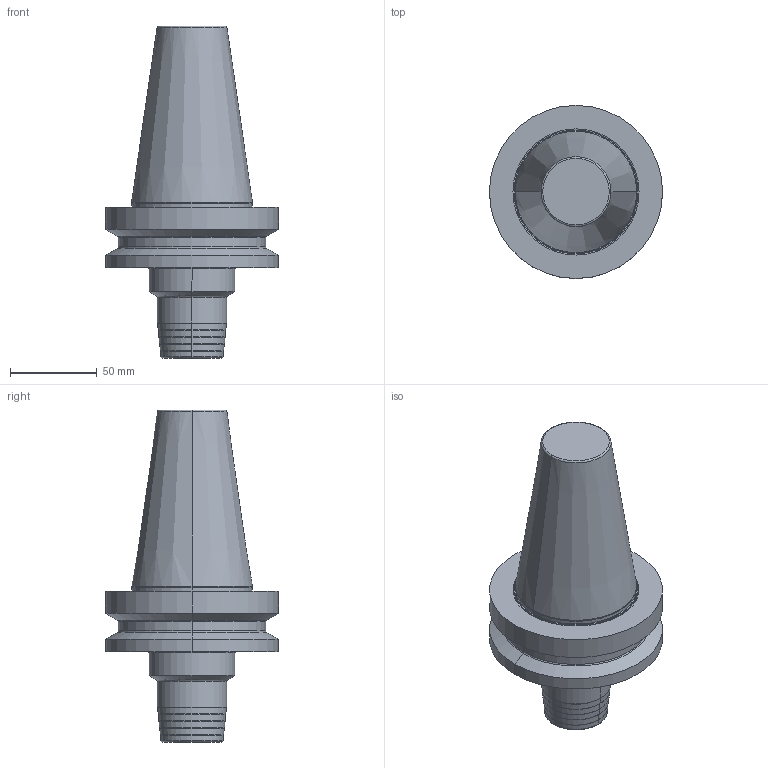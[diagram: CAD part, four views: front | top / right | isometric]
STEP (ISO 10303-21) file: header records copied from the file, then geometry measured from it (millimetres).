
FILE_DESCRIPTION((''),'2;1');
FILE_NAME('30526912','2016-04-25T',('BahnemannR'),(''),'PRO/ENGINEER BY PARAMETRIC TECHNOLOGY CORPORATION, 2011220','PRO/ENGINEER BY PARAMETRIC TECHNOLOGY CORPORATION, 2011220','');
FILE_SCHEMA(('AUTOMOTIVE_DESIGN_CC2 { 1 2 10303 214 -1 1 5 2 }'));
Length unit declared in the file: millimetre
Products named in the file (1): 30526912
Bounding box: 100 x 100 x 191.8 mm (x, y, z)
Volume: 570430.7 mm3; surface area: 53632.3 mm2
Topology: 1 solids, 1 shells, 79 faces, 292 edges, 228 vertices
Faces by surface type: torus 32, cone 22, cylinder 14, plane 11
Entity records: 3885 total; most frequent: DIRECTION 624, CARTESIAN_POINT 462, ORIENTED_EDGE 312, PRESENTATION_STYLE_ASSIGNMENT 300, STYLED_ITEM 300, CURVE_STYLE 297, AXIS2_PLACEMENT_3D 250, CIRCLE 168
